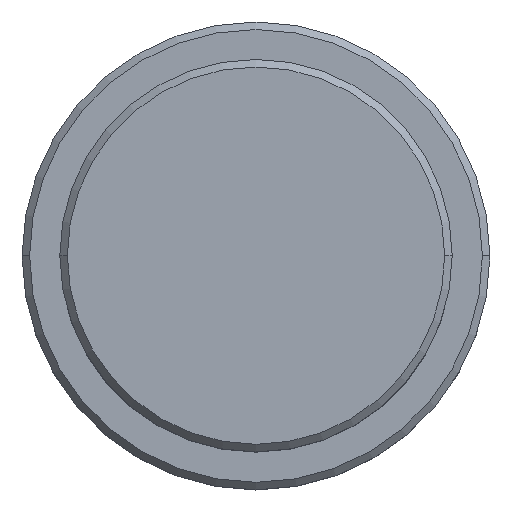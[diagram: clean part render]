
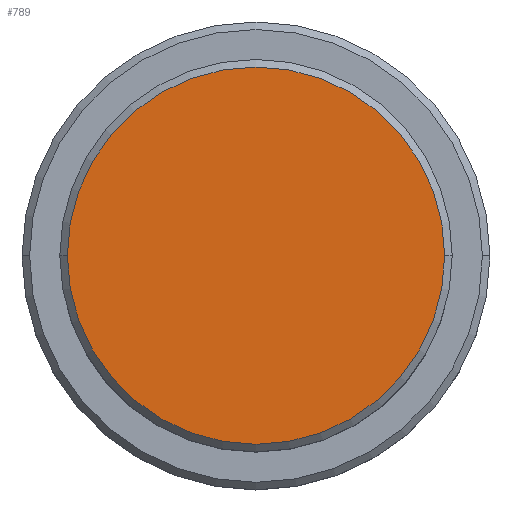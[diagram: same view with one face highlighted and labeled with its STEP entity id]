
A CAD part, top view. The second image highlights one B-rep face of the part: STEP entity #789.
In plain terms, the highlighted planar face has unit normal (0, 0, 1).
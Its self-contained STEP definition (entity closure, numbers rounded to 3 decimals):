
#23 = EDGE_LOOP ( 'NONE', ( #612, #321 ) ) ;
#87 = DIRECTION ( 'NONE',  ( 0., 0., 1. ) ) ;
#88 = CIRCLE ( 'NONE', #307, 12.5 ) ;
#123 = CARTESIAN_POINT ( 'NONE',  ( 0., 0., 0. ) ) ;
#147 = EDGE_CURVE ( 'NONE', #552, #333, #88, .T. ) ;
#155 = AXIS2_PLACEMENT_3D ( 'NONE', #1203, #434, #231 ) ;
#231 = DIRECTION ( 'NONE',  ( 1., 0., 0. ) ) ;
#307 = AXIS2_PLACEMENT_3D ( 'NONE', #123, #1195, #547 ) ;
#321 = ORIENTED_EDGE ( 'NONE', *, *, #147, .T. ) ;
#333 = VERTEX_POINT ( 'NONE', #628 ) ;
#434 = DIRECTION ( 'NONE',  ( 0., 0., 1. ) ) ;
#547 = DIRECTION ( 'NONE',  ( 1., 0., 0. ) ) ;
#552 = VERTEX_POINT ( 'NONE', #1176 ) ;
#612 = ORIENTED_EDGE ( 'NONE', *, *, #859, .T. ) ;
#628 = CARTESIAN_POINT ( 'NONE',  ( -12.5, 0., 0. ) ) ;
#789 = ADVANCED_FACE ( 'NONE', ( #856 ), #1415, .T. ) ;
#856 = FACE_OUTER_BOUND ( 'NONE', #23, .T. ) ;
#859 = EDGE_CURVE ( 'NONE', #333, #552, #1019, .T. ) ;
#1019 = CIRCLE ( 'NONE', #155, 12.5 ) ;
#1176 = CARTESIAN_POINT ( 'NONE',  ( 12.5, 0., 0. ) ) ;
#1195 = DIRECTION ( 'NONE',  ( 0., 0., 1. ) ) ;
#1203 = CARTESIAN_POINT ( 'NONE',  ( 0., 0., 0. ) ) ;
#1276 = CARTESIAN_POINT ( 'NONE',  ( 0., 0., 0. ) ) ;
#1313 = AXIS2_PLACEMENT_3D ( 'NONE', #1276, #87, #1396 ) ;
#1396 = DIRECTION ( 'NONE',  ( 1., 0., 0. ) ) ;
#1415 = PLANE ( 'NONE',  #1313 ) ;
